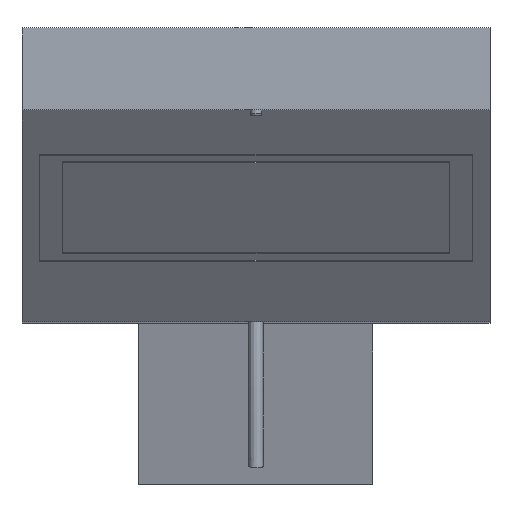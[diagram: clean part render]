
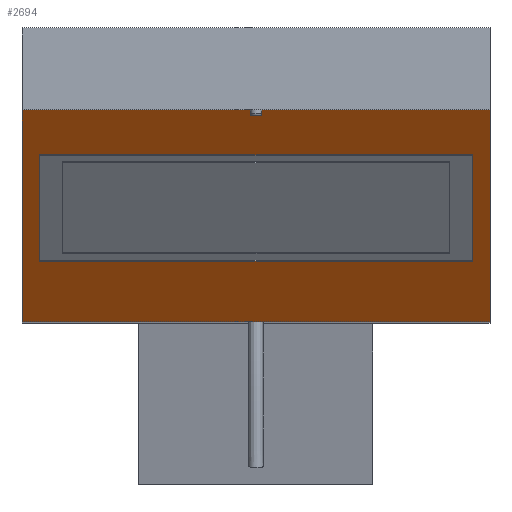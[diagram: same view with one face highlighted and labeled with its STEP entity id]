
A CAD part, top view. The second image highlights one B-rep face of the part: STEP entity #2694.
In plain terms, the highlighted planar face has unit normal (0, -0.947, 0.322).
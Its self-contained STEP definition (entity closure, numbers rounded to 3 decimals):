
#111=FACE_BOUND('',#469,.T.);
#301=FACE_OUTER_BOUND('',#468,.T.);
#468=EDGE_LOOP('',(#1966,#1967,#1968,#1969));
#469=EDGE_LOOP('',(#1970,#1971,#1972,#1973));
#637=LINE('',#4034,#910);
#689=LINE('',#4141,#962);
#693=LINE('',#4149,#966);
#696=LINE('',#4155,#969);
#699=LINE('',#4160,#972);
#701=LINE('',#4165,#974);
#702=LINE('',#4167,#975);
#703=LINE('',#4168,#976);
#910=VECTOR('',#3230,10.);
#962=VECTOR('',#3324,10.);
#966=VECTOR('',#3330,10.);
#969=VECTOR('',#3335,10.);
#972=VECTOR('',#3340,10.);
#974=VECTOR('',#3346,10.);
#975=VECTOR('',#3347,10.);
#976=VECTOR('',#3348,10.);
#1179=VERTEX_POINT('',#4031);
#1180=VERTEX_POINT('',#4033);
#1213=VERTEX_POINT('',#4139);
#1214=VERTEX_POINT('',#4140);
#1217=VERTEX_POINT('',#4148);
#1219=VERTEX_POINT('',#4154);
#1221=VERTEX_POINT('',#4164);
#1222=VERTEX_POINT('',#4166);
#1440=EDGE_CURVE('',#1180,#1179,#637,.T.);
#1492=EDGE_CURVE('',#1213,#1214,#689,.T.);
#1496=EDGE_CURVE('',#1217,#1213,#693,.T.);
#1499=EDGE_CURVE('',#1219,#1217,#696,.T.);
#1502=EDGE_CURVE('',#1214,#1219,#699,.T.);
#1504=EDGE_CURVE('',#1221,#1179,#701,.T.);
#1505=EDGE_CURVE('',#1222,#1221,#702,.T.);
#1506=EDGE_CURVE('',#1180,#1222,#703,.T.);
#1966=ORIENTED_EDGE('',*,*,#1440,.T.);
#1967=ORIENTED_EDGE('',*,*,#1504,.F.);
#1968=ORIENTED_EDGE('',*,*,#1505,.F.);
#1969=ORIENTED_EDGE('',*,*,#1506,.F.);
#1970=ORIENTED_EDGE('',*,*,#1492,.T.);
#1971=ORIENTED_EDGE('',*,*,#1502,.T.);
#1972=ORIENTED_EDGE('',*,*,#1499,.T.);
#1973=ORIENTED_EDGE('',*,*,#1496,.T.);
#2577=PLANE('',#2945);
#2694=ADVANCED_FACE('',(#301,#111),#2577,.T.);
#2945=AXIS2_PLACEMENT_3D('',#4163,#3344,#3345);
#3230=DIRECTION('',(1.,0.,0.));
#3324=DIRECTION('',(0.,-0.322,-0.947));
#3330=DIRECTION('',(1.,0.,0.));
#3335=DIRECTION('',(0.,0.322,0.947));
#3340=DIRECTION('',(-1.,0.,0.));
#3344=DIRECTION('center_axis',(0.,-0.947,0.322));
#3345=DIRECTION('ref_axis',(0.,-0.322,-0.947));
#3346=DIRECTION('',(0.,-0.322,-0.947));
#3347=DIRECTION('',(1.,0.,0.));
#3348=DIRECTION('',(0.,0.322,0.947));
#4031=CARTESIAN_POINT('',(200.,0.,0.));
#4033=CARTESIAN_POINT('',(-200.,0.,0.));
#4034=CARTESIAN_POINT('',(0.,0.,0.));
#4139=CARTESIAN_POINT('',(185.,141.496,416.628));
#4140=CARTESIAN_POINT('',(185.,51.453,151.501));
#4141=CARTESIAN_POINT('',(185.,160.748,473.314));
#4148=CARTESIAN_POINT('',(-185.,141.496,416.628));
#4149=CARTESIAN_POINT('',(-92.5,141.496,416.628));
#4154=CARTESIAN_POINT('',(-185.,51.453,151.501));
#4155=CARTESIAN_POINT('',(-185.,115.727,340.751));
#4160=CARTESIAN_POINT('',(92.5,51.453,151.501));
#4163=CARTESIAN_POINT('Origin',(0.,180.,530.));
#4164=CARTESIAN_POINT('',(200.,180.,530.));
#4165=CARTESIAN_POINT('',(200.,0.,0.));
#4166=CARTESIAN_POINT('',(-200.,180.,530.));
#4167=CARTESIAN_POINT('',(0.,180.,530.));
#4168=CARTESIAN_POINT('',(-200.,0.,0.));
